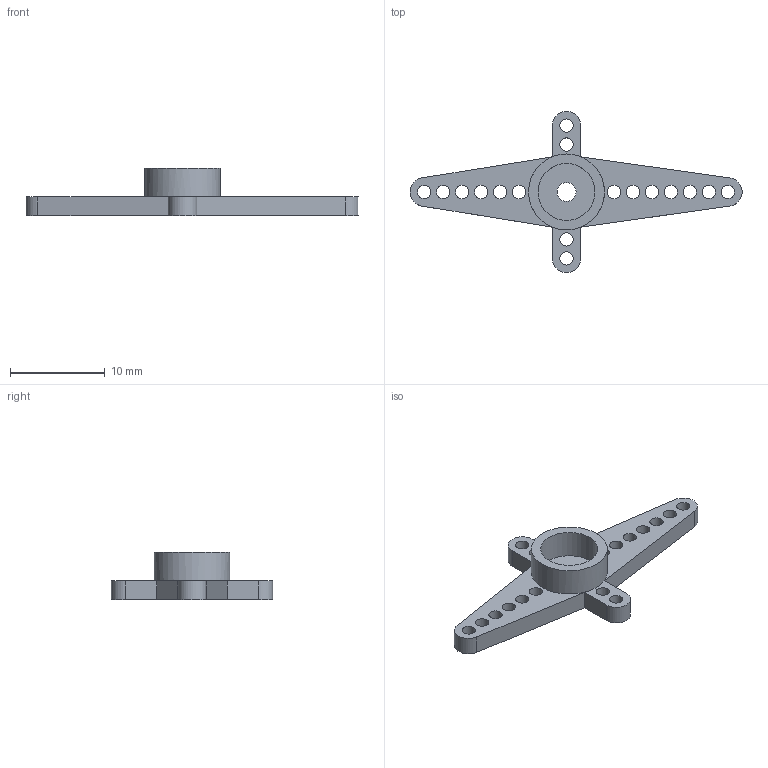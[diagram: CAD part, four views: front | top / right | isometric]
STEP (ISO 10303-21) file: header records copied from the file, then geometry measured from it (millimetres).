
FILE_DESCRIPTION(('FreeCAD Model'),'2;1');
FILE_NAME('SG90-4-arms-horn.step','2015-08-26T21:05:10',( 'Author'),(''),'Open CASCADE STEP processor 6.8','FreeCAD','Unknown' );
FILE_SCHEMA(('AUTOMOTIVE_DESIGN_CC2 { 1 2 10303 214 -1 1 5 4 }'));
Length unit declared in the file: millimetre
Products named in the file (2): ASSEMBLY; Final-4-arms-horn
Assembly tree (1 placements, depth 2):
  ASSEMBLY
    Final-4-arms-horn
Bounding box: 34.99 x 17 x 5 mm (x, y, z)
Volume: 406.2 mm3; surface area: 841.6 mm2
Topology: 1 solids, 1 shells, 41 faces, 103 edges, 66 vertices
Faces by surface type: cylinder 25, plane 16
Full cylindrical faces by diameter (mm): 1.4 x17, 2 x1, 5 x1, 6 x1, 8 x1
Entity records: 2838 total; most frequent: CARTESIAN_POINT 700, DIRECTION 402, ORIENTED_EDGE 206, PCURVE 206, DEFINITIONAL_REPRESENTATION 206, LINE 201, VECTOR 201, EDGE_CURVE 103
